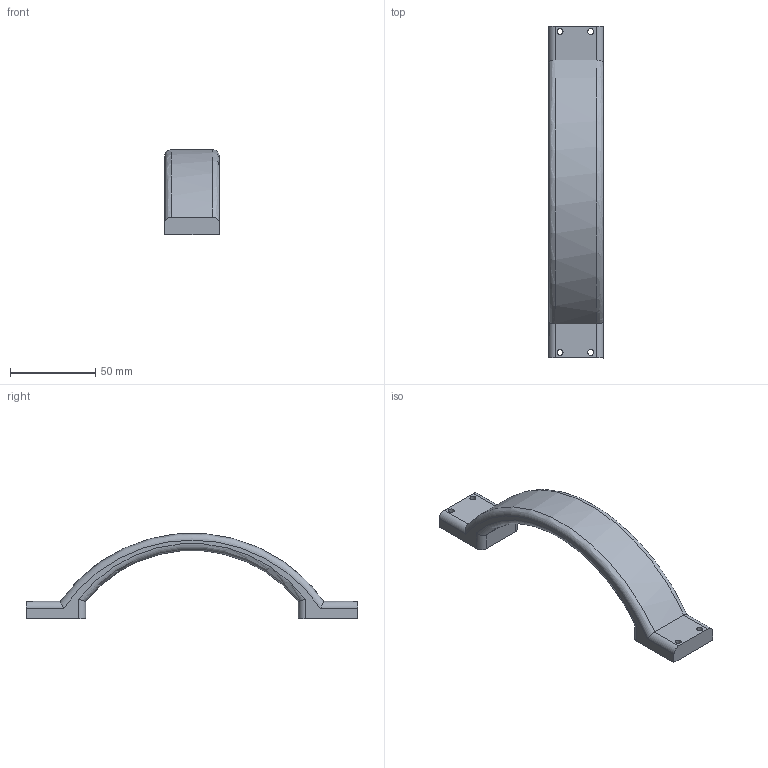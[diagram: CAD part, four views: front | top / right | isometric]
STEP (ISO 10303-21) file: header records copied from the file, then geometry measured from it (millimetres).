
FILE_DESCRIPTION(/* description */ (''),/* implementation_level */ '2;1');
FILE_NAME(/* name */ '',/* time_stamp */ '2026-01-10T15:46:10+03:00',/* author */ ('katya_notebook'),/* organization */ (''),/* preprocessor_version */ 'ST-DEVELOPER v20',/* originating_system */ 'Autodesk Inventor 2024',/* authorisation */ '');
FILE_SCHEMA (('AUTOMOTIVE_DESIGN { 1 0 10303 214 3 1 1 }'));
Length unit declared in the file: millimetre
Products named in the file (1): ручка
Bounding box: 32.26 x 195 x 49.94 mm (x, y, z)
Volume: 75510.1 mm3; surface area: 19207.5 mm2
Topology: 1 solids, 1 shells, 28 faces, 72 edges, 46 vertices
Faces by surface type: cylinder 14, plane 10, bspline 2, torus 2
Full cylindrical faces by diameter (mm): 3.5 x4
Entity records: 1119 total; most frequent: CARTESIAN_POINT 393, ORIENTED_EDGE 144, DIRECTION 132, EDGE_CURVE 72, AXIS2_PLACEMENT_3D 47, VERTEX_POINT 46, LINE 38, VECTOR 38
